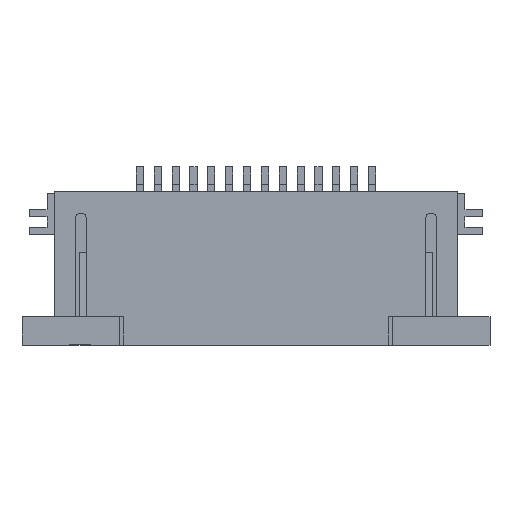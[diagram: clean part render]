
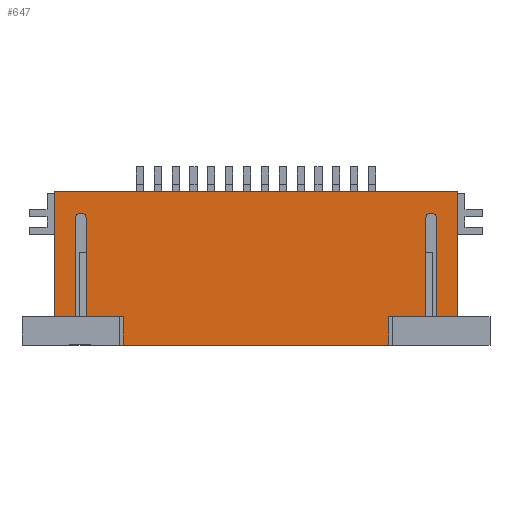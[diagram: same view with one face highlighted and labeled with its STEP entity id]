
A CAD part, top view. The second image highlights one B-rep face of the part: STEP entity #647.
In plain terms, the highlighted planar face has unit normal (0, 0, 1).
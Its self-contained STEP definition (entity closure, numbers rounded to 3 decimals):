
#98=CIRCLE('',#8039,0.15);
#99=CIRCLE('',#8040,0.15);
#272=FACE_OUTER_BOUND('',#1388,.T.);
#647=ADVANCED_FACE('',(#272),#1007,.T.);
#1007=PLANE('',#8041);
#1388=EDGE_LOOP('',(#2660,#2661,#2662,#2663,#2664,#2665,#2666,#2667,#2668,
#2669,#2670,#2671,#2672,#2673,#2674,#2675,#2676,#2677));
#2660=ORIENTED_EDGE('',*,*,#5049,.F.);
#2661=ORIENTED_EDGE('',*,*,#5275,.F.);
#2662=ORIENTED_EDGE('',*,*,#5276,.F.);
#2663=ORIENTED_EDGE('',*,*,#4626,.F.);
#2664=ORIENTED_EDGE('',*,*,#5128,.F.);
#2665=ORIENTED_EDGE('',*,*,#5277,.T.);
#2666=ORIENTED_EDGE('',*,*,#5119,.T.);
#2667=ORIENTED_EDGE('',*,*,#4685,.F.);
#2668=ORIENTED_EDGE('',*,*,#5278,.F.);
#2669=ORIENTED_EDGE('',*,*,#5279,.F.);
#2670=ORIENTED_EDGE('',*,*,#5280,.F.);
#2671=ORIENTED_EDGE('',*,*,#4664,.F.);
#2672=ORIENTED_EDGE('',*,*,#5130,.F.);
#2673=ORIENTED_EDGE('',*,*,#5281,.T.);
#2674=ORIENTED_EDGE('',*,*,#5282,.T.);
#2675=ORIENTED_EDGE('',*,*,#5283,.T.);
#2676=ORIENTED_EDGE('',*,*,#5134,.F.);
#2677=ORIENTED_EDGE('',*,*,#4633,.F.);
#3880=VERTEX_POINT('',#10248);
#3881=VERTEX_POINT('',#10250);
#3886=VERTEX_POINT('',#10261);
#3888=VERTEX_POINT('',#10264);
#3918=VERTEX_POINT('',#10328);
#3919=VERTEX_POINT('',#10329);
#3939=VERTEX_POINT('',#10369);
#3940=VERTEX_POINT('',#10371);
#4176=VERTEX_POINT('',#11088);
#4229=VERTEX_POINT('',#11225);
#4236=VERTEX_POINT('',#11241);
#4237=VERTEX_POINT('',#11246);
#4240=VERTEX_POINT('',#11254);
#4353=VERTEX_POINT('',#11515);
#4354=VERTEX_POINT('',#11519);
#4355=VERTEX_POINT('',#11521);
#4356=VERTEX_POINT('',#11524);
#4357=VERTEX_POINT('',#11526);
#4626=EDGE_CURVE('',#3880,#3881,#5748,.T.);
#4633=EDGE_CURVE('',#3886,#3888,#5755,.T.);
#4664=EDGE_CURVE('',#3918,#3919,#5786,.T.);
#4685=EDGE_CURVE('',#3939,#3940,#5807,.T.);
#5049=EDGE_CURVE('',#4176,#3886,#6143,.T.);
#5119=EDGE_CURVE('',#4229,#3940,#6211,.T.);
#5128=EDGE_CURVE('',#4236,#3880,#6220,.T.);
#5130=EDGE_CURVE('',#4237,#3918,#6222,.T.);
#5134=EDGE_CURVE('',#3888,#4240,#6226,.T.);
#5275=EDGE_CURVE('',#4353,#4176,#98,.T.);
#5276=EDGE_CURVE('',#3881,#4353,#6365,.T.);
#5277=EDGE_CURVE('',#4236,#4229,#6366,.T.);
#5278=EDGE_CURVE('',#4354,#3939,#6367,.T.);
#5279=EDGE_CURVE('',#4355,#4354,#99,.T.);
#5280=EDGE_CURVE('',#3919,#4355,#6368,.T.);
#5281=EDGE_CURVE('',#4237,#4356,#6369,.T.);
#5282=EDGE_CURVE('',#4356,#4357,#6370,.T.);
#5283=EDGE_CURVE('',#4357,#4240,#6371,.T.);
#5748=LINE('',#10249,#6806);
#5755=LINE('',#10263,#6813);
#5786=LINE('',#10327,#6844);
#5807=LINE('',#10370,#6865);
#6143=LINE('',#11089,#7201);
#6211=LINE('',#11224,#7269);
#6220=LINE('',#11242,#7278);
#6222=LINE('',#11245,#7280);
#6226=LINE('',#11253,#7284);
#6365=LINE('',#11516,#7423);
#6366=LINE('',#11517,#7424);
#6367=LINE('',#11518,#7425);
#6368=LINE('',#11522,#7426);
#6369=LINE('',#11523,#7427);
#6370=LINE('',#11525,#7428);
#6371=LINE('',#11527,#7429);
#6806=VECTOR('',#8307,1.);
#6813=VECTOR('',#8314,1.);
#6844=VECTOR('',#8351,1.);
#6865=VECTOR('',#8372,1.);
#7201=VECTOR('',#9000,1.);
#7269=VECTOR('',#9098,1.);
#7278=VECTOR('',#9109,1.);
#7280=VECTOR('',#9113,1.);
#7284=VECTOR('',#9119,1.);
#7423=VECTOR('',#9278,1.);
#7424=VECTOR('',#9279,1.);
#7425=VECTOR('',#9280,1.);
#7426=VECTOR('',#9283,1.);
#7427=VECTOR('',#9284,1.);
#7428=VECTOR('',#9285,1.);
#7429=VECTOR('',#9286,1.);
#8039=AXIS2_PLACEMENT_3D('',#11514,#9276,#9277);
#8040=AXIS2_PLACEMENT_3D('',#11520,#9281,#9282);
#8041=AXIS2_PLACEMENT_3D('',#11528,#9287,#9288);
#8307=DIRECTION('',(-1.,0.,0.));
#8314=DIRECTION('',(-1.,0.,0.));
#8351=DIRECTION('',(-1.,0.,0.));
#8372=DIRECTION('',(-1.,0.,0.));
#9000=DIRECTION('',(0.,-1.,0.));
#9098=DIRECTION('',(0.,-1.,0.));
#9109=DIRECTION('',(0.,-1.,0.));
#9113=DIRECTION('',(-1.,0.,0.));
#9119=DIRECTION('',(-1.,0.,0.));
#9276=DIRECTION('',(0.,0.,1.));
#9277=DIRECTION('',(1.,0.,0.));
#9278=DIRECTION('',(0.,1.,0.));
#9279=DIRECTION('',(-1.,0.,0.));
#9280=DIRECTION('',(0.,-1.,0.));
#9281=DIRECTION('',(0.,0.,1.));
#9282=DIRECTION('',(1.,0.,0.));
#9283=DIRECTION('',(0.,1.,0.));
#9284=DIRECTION('',(0.,-1.,0.));
#9285=DIRECTION('',(1.,0.,0.));
#9286=DIRECTION('',(0.,1.,0.));
#9287=DIRECTION('',(0.,0.,1.));
#9288=DIRECTION('',(1.,0.,0.));
#10248=CARTESIAN_POINT('',(5.65,0.,1.9));
#10249=CARTESIAN_POINT('',(5.65,0.,1.9));
#10250=CARTESIAN_POINT('',(5.05,0.,1.9));
#10261=CARTESIAN_POINT('',(4.75,0.,1.9));
#10263=CARTESIAN_POINT('',(5.65,0.,1.9));
#10264=CARTESIAN_POINT('',(3.825,0.,1.9));
#10327=CARTESIAN_POINT('',(5.65,0.,1.9));
#10328=CARTESIAN_POINT('',(-3.825,0.,1.9));
#10329=CARTESIAN_POINT('',(-4.75,0.,1.9));
#10369=CARTESIAN_POINT('',(-5.05,0.,1.9));
#10370=CARTESIAN_POINT('',(5.65,0.,1.9));
#10371=CARTESIAN_POINT('',(-5.65,0.,1.9));
#11088=CARTESIAN_POINT('',(4.75,2.75,1.9));
#11089=CARTESIAN_POINT('',(4.75,2.75,1.9));
#11224=CARTESIAN_POINT('',(-5.65,3.5,1.9));
#11225=CARTESIAN_POINT('',(-5.65,3.5,1.9));
#11241=CARTESIAN_POINT('',(5.65,3.5,1.9));
#11242=CARTESIAN_POINT('',(5.65,3.5,1.9));
#11245=CARTESIAN_POINT('',(5.65,0.,1.9));
#11246=CARTESIAN_POINT('',(-3.713,0.,1.9));
#11253=CARTESIAN_POINT('',(5.65,0.,1.9));
#11254=CARTESIAN_POINT('',(3.713,0.,1.9));
#11514=CARTESIAN_POINT('',(4.9,2.75,1.9));
#11515=CARTESIAN_POINT('',(5.05,2.75,1.9));
#11516=CARTESIAN_POINT('',(5.05,0.,1.9));
#11517=CARTESIAN_POINT('',(5.65,3.5,1.9));
#11518=CARTESIAN_POINT('',(-5.05,2.75,1.9));
#11519=CARTESIAN_POINT('',(-5.05,2.75,1.9));
#11520=CARTESIAN_POINT('',(-4.9,2.75,1.9));
#11521=CARTESIAN_POINT('',(-4.75,2.75,1.9));
#11522=CARTESIAN_POINT('',(-4.75,0.,1.9));
#11523=CARTESIAN_POINT('',(-3.713,0.,1.9));
#11524=CARTESIAN_POINT('',(-3.713,-0.8,1.9));
#11525=CARTESIAN_POINT('',(-3.713,-0.8,1.9));
#11526=CARTESIAN_POINT('',(3.713,-0.8,1.9));
#11527=CARTESIAN_POINT('',(3.713,-0.8,1.9));
#11528=CARTESIAN_POINT('',(5.65,3.5,1.9));
